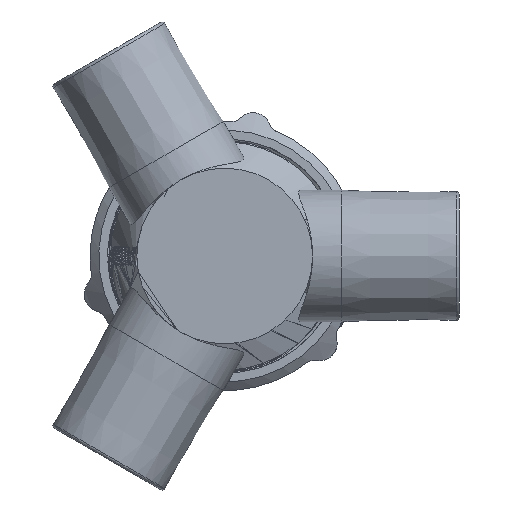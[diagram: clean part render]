
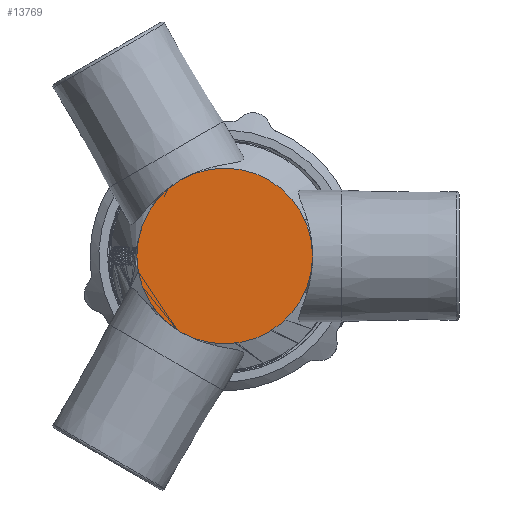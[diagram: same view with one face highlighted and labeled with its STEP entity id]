
A CAD part, front view. The second image highlights one B-rep face of the part: STEP entity #13769.
In plain terms, the highlighted planar face has unit normal (0, -1, 0).
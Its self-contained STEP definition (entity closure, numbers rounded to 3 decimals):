
#303=PLANE('',#14708);
#1912=CIRCLE('',#14559,15.001);
#1913=CIRCLE('',#14560,15.001);
#1914=CIRCLE('',#14561,15.001);
#1919=CIRCLE('',#14588,15.001);
#2352=FACE_OUTER_BOUND('',#3157,.T.);
#3157=EDGE_LOOP('',(#10152,#10153,#10154,#10155));
#5518=VERTEX_POINT('',#17478);
#5519=VERTEX_POINT('',#17479);
#5521=VERTEX_POINT('',#17526);
#5523=VERTEX_POINT('',#17573);
#6964=EDGE_CURVE('',#5518,#5519,#1912,.T.);
#6967=EDGE_CURVE('',#5521,#5518,#1913,.T.);
#6970=EDGE_CURVE('',#5523,#5521,#1914,.T.);
#7101=EDGE_CURVE('',#5519,#5523,#1919,.T.);
#10152=ORIENTED_EDGE('',*,*,#6964,.T.);
#10153=ORIENTED_EDGE('',*,*,#7101,.T.);
#10154=ORIENTED_EDGE('',*,*,#6970,.T.);
#10155=ORIENTED_EDGE('',*,*,#6967,.T.);
#13769=ADVANCED_FACE('',(#2352),#303,.T.);
#14559=AXIS2_PLACEMENT_3D('',#17480,#15273,#15274);
#14560=AXIS2_PLACEMENT_3D('',#17527,#15275,#15276);
#14561=AXIS2_PLACEMENT_3D('',#17574,#15277,#15278);
#14588=AXIS2_PLACEMENT_3D('',#19023,#15344,#15345);
#14708=AXIS2_PLACEMENT_3D('',#23457,#15720,#15721);
#15273=DIRECTION('center_axis',(0.,-1.,0.));
#15274=DIRECTION('ref_axis',(1.,0.,0.));
#15275=DIRECTION('center_axis',(0.,-1.,0.));
#15276=DIRECTION('ref_axis',(1.,0.,0.));
#15277=DIRECTION('center_axis',(0.,-1.,0.));
#15278=DIRECTION('ref_axis',(1.,0.,0.));
#15344=DIRECTION('center_axis',(0.,-1.,0.));
#15345=DIRECTION('ref_axis',(1.,0.,0.));
#15720=DIRECTION('center_axis',(0.,-1.,0.));
#15721=DIRECTION('ref_axis',(0.,0.,-1.));
#17478=CARTESIAN_POINT('',(15.001,-11.25,0.));
#17479=CARTESIAN_POINT('',(-7.501,-11.25,12.992));
#17480=CARTESIAN_POINT('Origin',(0.,-11.25,0.));
#17526=CARTESIAN_POINT('',(-7.501,-11.25,-12.992));
#17527=CARTESIAN_POINT('Origin',(0.,-11.25,0.));
#17573=CARTESIAN_POINT('',(-15.001,-11.25,0.));
#17574=CARTESIAN_POINT('Origin',(0.,-11.25,0.));
#19023=CARTESIAN_POINT('Origin',(0.,-11.25,0.));
#23457=CARTESIAN_POINT('Origin',(0.,-11.25,0.));
